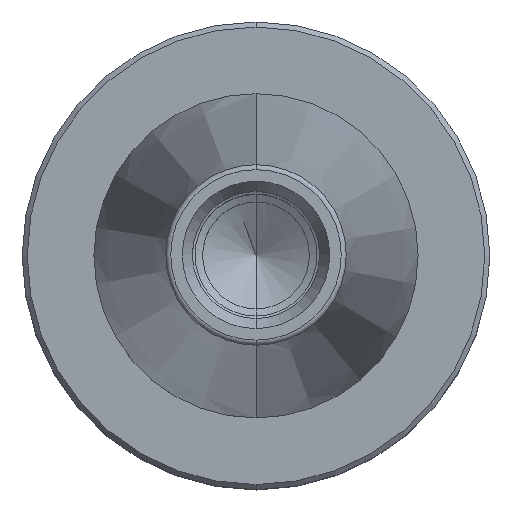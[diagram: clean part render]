
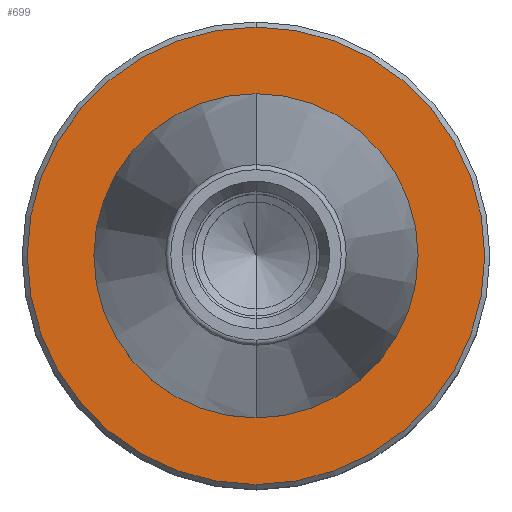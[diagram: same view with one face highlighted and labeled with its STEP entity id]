
A CAD part, top view. The second image highlights one B-rep face of the part: STEP entity #699.
In plain terms, the highlighted planar face has unit normal (0, 0, 1).
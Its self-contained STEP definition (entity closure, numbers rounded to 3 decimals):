
#327=VERTEX_POINT('',#867);
#353=VERTEX_POINT('',#896);
#471=VERTEX_POINT('',#1031);
#503=EDGE_CURVE('',#471,#353,#1065,.T.);
#527=EDGE_CURVE('',#327,#575,#1094,.T.);
#575=VERTEX_POINT('',#1148);
#581=EDGE_CURVE('',#353,#471,#1154,.T.);
#583=EDGE_CURVE('',#575,#327,#1156,.T.);
#699=ADVANCED_FACE('',(#1284,#1285),#1286,.T.);
#867=CARTESIAN_POINT('',(0.,-22.5,-2.0));
#896=CARTESIAN_POINT('',(0.,-15.948,-2.0));
#1031=CARTESIAN_POINT('',(0.0,15.948,-2.0));
#1065=CIRCLE('',#1745,15.948);
#1094=CIRCLE('',#1780,22.5);
#1148=CARTESIAN_POINT('',(0.0,22.5,-2.0));
#1154=CIRCLE('',#1857,15.948);
#1156=CIRCLE('',#1860,22.5);
#1284=FACE_OUTER_BOUND('',#2024,.T.);
#1285=FACE_BOUND('',#2025,.T.);
#1286=PLANE('',#2026);
#1745=AXIS2_PLACEMENT_3D('',#2486,#2487,#2488);
#1780=AXIS2_PLACEMENT_3D('',#2533,#2534,#2535);
#1857=AXIS2_PLACEMENT_3D('',#2607,#2608,#2609);
#1860=AXIS2_PLACEMENT_3D('',#2610,#2611,#2612);
#2024=EDGE_LOOP('',(#2767,#2768));
#2025=EDGE_LOOP('',(#2769,#2770));
#2026=AXIS2_PLACEMENT_3D('',#2771,#2772,#2773);
#2486=CARTESIAN_POINT('',(0.0,0.0,-2.0));
#2487=DIRECTION('',(0.0,0.0,-1.0));
#2488=DIRECTION('',(0.0,1.0,0.0));
#2533=CARTESIAN_POINT('',(0.0,0.0,-2.0));
#2534=DIRECTION('',(0.0,0.0,-1.0));
#2535=DIRECTION('',(0.0,1.0,0.0));
#2607=CARTESIAN_POINT('',(0.0,0.0,-2.0));
#2608=DIRECTION('',(0.0,0.0,-1.0));
#2609=DIRECTION('',(0.0,1.0,0.0));
#2610=CARTESIAN_POINT('',(0.0,0.0,-2.0));
#2611=DIRECTION('',(0.0,0.0,-1.0));
#2612=DIRECTION('',(0.0,1.0,0.0));
#2767=ORIENTED_EDGE('',*,*,#583,.F.);
#2768=ORIENTED_EDGE('',*,*,#527,.F.);
#2769=ORIENTED_EDGE('',*,*,#503,.T.);
#2770=ORIENTED_EDGE('',*,*,#581,.T.);
#2771=CARTESIAN_POINT('',(0.0,19.224,-2.0));
#2772=DIRECTION('',(-0.0,0.0,1.0));
#2773=DIRECTION('',(0.0,-1.0,0.0));
